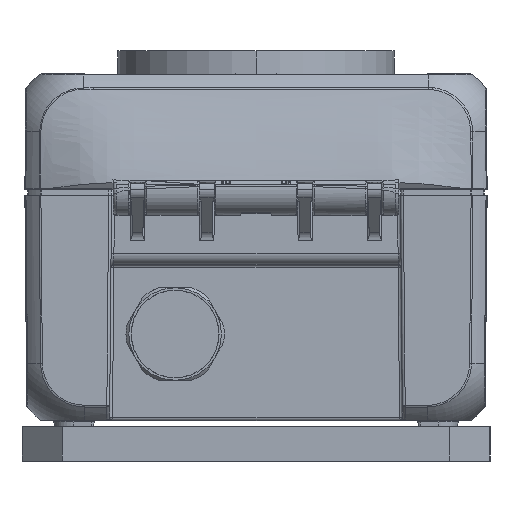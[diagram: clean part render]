
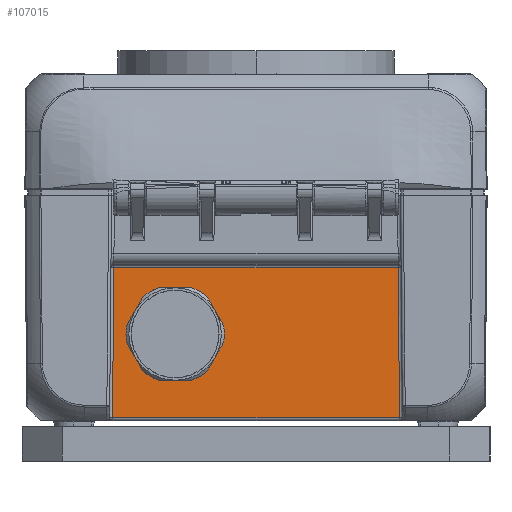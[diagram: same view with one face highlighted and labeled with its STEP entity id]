
A CAD part, left-side view. The second image highlights one B-rep face of the part: STEP entity #107015.
In plain terms, the highlighted planar face has unit normal (-1, 0, -0.009).
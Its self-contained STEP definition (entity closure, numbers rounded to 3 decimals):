
#29773=CARTESIAN_POINT('',(-60.282,20.,
-25.));
#29774=CARTESIAN_POINT('',(-60.283,20.,
-24.83));
#29775=CARTESIAN_POINT('',(-60.286,19.986,
-24.491));
#29776=CARTESIAN_POINT('',(-60.291,19.921,
-23.984));
#29777=CARTESIAN_POINT('',(-60.295,19.813,
-23.487));
#29778=CARTESIAN_POINT('',(-60.299,19.664,
-22.999));
#29779=CARTESIAN_POINT('',(-60.303,19.474,
-22.525));
#29780=CARTESIAN_POINT('',(-60.307,19.245,
-22.071));
#29781=CARTESIAN_POINT('',(-60.311,18.977,
-21.636));
#29782=CARTESIAN_POINT('',(-60.315,18.673,
-21.226));
#29783=CARTESIAN_POINT('',(-60.318,18.337,
-20.844));
#29784=CARTESIAN_POINT('',(-60.321,17.969,
-20.49));
#29785=CARTESIAN_POINT('',(-60.324,17.572,
-20.17));
#29786=CARTESIAN_POINT('',(-60.326,17.15,
-19.885));
#29787=CARTESIAN_POINT('',(-60.329,16.704,
-19.636));
#29788=CARTESIAN_POINT('',(-60.33,16.24,
-19.426));
#29789=CARTESIAN_POINT('',(-60.332,15.76,
-19.256));
#29790=CARTESIAN_POINT('',(-60.333,15.265,
-19.128));
#29791=CARTESIAN_POINT('',(-60.334,14.763,
-19.041));
#29792=CARTESIAN_POINT('',(-60.334,14.256,
-18.998));
#29793=CARTESIAN_POINT('',(-60.334,13.745,
-18.998));
#29794=CARTESIAN_POINT('',(-60.334,13.237,
-19.041));
#29795=CARTESIAN_POINT('',(-60.333,12.735,
-19.127));
#29796=CARTESIAN_POINT('',(-60.332,12.24,
-19.256));
#29797=CARTESIAN_POINT('',(-60.33,11.761,
-19.426));
#29798=CARTESIAN_POINT('',(-60.329,11.296,
-19.636));
#29799=CARTESIAN_POINT('',(-60.326,10.85,
-19.885));
#29800=CARTESIAN_POINT('',(-60.324,10.429,
-20.17));
#29801=CARTESIAN_POINT('',(-60.321,10.031,
-20.49));
#29802=CARTESIAN_POINT('',(-60.318,9.663,
-20.844));
#29803=CARTESIAN_POINT('',(-60.315,9.327,
-21.225));
#29804=CARTESIAN_POINT('',(-60.311,9.023,
-21.636));
#29805=CARTESIAN_POINT('',(-60.307,8.755,
-22.071));
#29806=CARTESIAN_POINT('',(-60.303,8.526,
-22.525));
#29807=CARTESIAN_POINT('',(-60.299,8.336,
-22.999));
#29808=CARTESIAN_POINT('',(-60.295,8.187,
-23.487));
#29809=CARTESIAN_POINT('',(-60.291,8.079,
-23.984));
#29810=CARTESIAN_POINT('',(-60.286,8.014,
-24.491));
#29811=CARTESIAN_POINT('',(-60.283,8.,
-24.83));
#29812=CARTESIAN_POINT('',(-60.282,8.,
-25.));
#29823=CARTESIAN_POINT('',(-60.282,8.,
-25.));
#29824=CARTESIAN_POINT('',(-60.28,8.,
-25.17));
#29825=CARTESIAN_POINT('',(-60.277,8.014,
-25.509));
#29826=CARTESIAN_POINT('',(-60.273,8.079,
-26.016));
#29827=CARTESIAN_POINT('',(-60.269,8.187,
-26.513));
#29828=CARTESIAN_POINT('',(-60.264,8.336,
-27.001));
#29829=CARTESIAN_POINT('',(-60.26,8.526,
-27.475));
#29830=CARTESIAN_POINT('',(-60.256,8.755,
-27.929));
#29831=CARTESIAN_POINT('',(-60.252,9.023,
-28.364));
#29832=CARTESIAN_POINT('',(-60.249,9.327,
-28.774));
#29833=CARTESIAN_POINT('',(-60.246,9.663,
-29.156));
#29834=CARTESIAN_POINT('',(-60.242,10.031,
-29.51));
#29835=CARTESIAN_POINT('',(-60.24,10.428,
-29.83));
#29836=CARTESIAN_POINT('',(-60.237,10.85,
-30.115));
#29837=CARTESIAN_POINT('',(-60.235,11.296,
-30.364));
#29838=CARTESIAN_POINT('',(-60.233,11.761,
-30.574));
#29839=CARTESIAN_POINT('',(-60.232,12.24,
-30.744));
#29840=CARTESIAN_POINT('',(-60.231,12.735,
-30.872));
#29841=CARTESIAN_POINT('',(-60.23,13.237,
-30.959));
#29842=CARTESIAN_POINT('',(-60.229,13.744,
-31.002));
#29843=CARTESIAN_POINT('',(-60.229,14.255,
-31.002));
#29844=CARTESIAN_POINT('',(-60.23,14.763,
-30.959));
#29845=CARTESIAN_POINT('',(-60.231,15.265,
-30.873));
#29846=CARTESIAN_POINT('',(-60.232,15.76,
-30.744));
#29847=CARTESIAN_POINT('',(-60.233,16.239,
-30.574));
#29848=CARTESIAN_POINT('',(-60.235,16.704,
-30.364));
#29849=CARTESIAN_POINT('',(-60.237,17.15,
-30.115));
#29850=CARTESIAN_POINT('',(-60.24,17.571,
-29.83));
#29851=CARTESIAN_POINT('',(-60.242,17.969,
-29.51));
#29852=CARTESIAN_POINT('',(-60.246,18.337,
-29.156));
#29853=CARTESIAN_POINT('',(-60.249,18.673,
-28.775));
#29854=CARTESIAN_POINT('',(-60.252,18.977,
-28.364));
#29855=CARTESIAN_POINT('',(-60.256,19.245,
-27.929));
#29856=CARTESIAN_POINT('',(-60.26,19.474,
-27.475));
#29857=CARTESIAN_POINT('',(-60.264,19.664,
-27.001));
#29858=CARTESIAN_POINT('',(-60.269,19.813,
-26.513));
#29859=CARTESIAN_POINT('',(-60.273,19.921,
-26.016));
#29860=CARTESIAN_POINT('',(-60.277,19.986,
-25.509));
#29861=CARTESIAN_POINT('',(-60.28,20.,
-25.17));
#29862=CARTESIAN_POINT('',(-60.282,20.,
-25.));
#29868=DIRECTION('',(0.009,-0.009,-1.));
#29869=VECTOR('',#29868,26.011);
#29870=CARTESIAN_POINT('',(-60.382,-24.609,
-13.496));
#29871=LINE('',#29870,#29869);
#29872=DIRECTION('',(-0.009,-0.009,1.));
#29873=VECTOR('',#29872,26.011);
#29874=CARTESIAN_POINT('',(-60.155,24.836,
-39.504));
#29875=LINE('',#29874,#29873);
#29876=DIRECTION('',(0.,1.,0.));
#29877=VECTOR('',#29876,49.218);
#29878=CARTESIAN_POINT('',(-60.382,-24.609,
-13.496));
#29879=LINE('',#29878,#29877);
#29919=CARTESIAN_POINT('',(-60.155,24.836,
-39.504));
#29958=DIRECTION('',(0.,-1.,0.));
#29959=VECTOR('',#29958,49.672);
#29960=CARTESIAN_POINT('',(-60.155,24.836,
-39.504));
#29961=LINE('',#29960,#29959);
#51805=CARTESIAN_POINT('',(-60.382,-24.609,
-13.496));
#51807=VERTEX_POINT('',#51805);
#51814=CARTESIAN_POINT('',(-60.155,-24.836,
-39.504));
#51815=VERTEX_POINT('',#51814);
#52439=VERTEX_POINT('',#29919);
#52445=CARTESIAN_POINT('',(-60.382,24.609,
-13.496));
#52446=VERTEX_POINT('',#52445);
#52453=VERTEX_POINT('',#29823);
#52454=VERTEX_POINT('',#29862);
#106997=CARTESIAN_POINT('',(-60.491,-25.,-1.));
#106998=DIRECTION('',(1.,0.,0.009));
#106999=DIRECTION('',(0.009,0.,-1.));
#107000=AXIS2_PLACEMENT_3D('',#106997,#106998,#106999);
#107001=PLANE('',#107000);
#107003=ORIENTED_EDGE('',*,*,#107002,.F.);
#107004=ORIENTED_EDGE('',*,*,#96557,.T.);
#107006=ORIENTED_EDGE('',*,*,#107005,.F.);
#107008=ORIENTED_EDGE('',*,*,#107007,.T.);
#107009=EDGE_LOOP('',(#107003,#107004,#107006,#107008));
#107010=FACE_OUTER_BOUND('',#107009,.F.);
#107011=ORIENTED_EDGE('',*,*,#106965,.F.);
#107012=ORIENTED_EDGE('',*,*,#106943,.F.);
#107013=EDGE_LOOP('',(#107011,#107012));
#107014=FACE_BOUND('',#107013,.F.);
#107015=ADVANCED_FACE('',(#107010,#107014),#107001,.F.);
#29813=B_SPLINE_CURVE_WITH_KNOTS('',3,(#29773,#29774,#29775,#29776,#29777,
#29778,#29779,#29780,#29781,#29782,#29783,#29784,#29785,#29786,#29787,#29788,
#29789,#29790,#29791,#29792,#29793,#29794,#29795,#29796,#29797,#29798,#29799,
#29800,#29801,#29802,#29803,#29804,#29805,#29806,#29807,#29808,#29809,#29810,
#29811,#29812),.UNSPECIFIED.,.F.,.F.,(4,1,1,1,1,1,1,1,1,1,1,1,1,1,1,1,1,1,1,1,1,
1,1,1,1,1,1,1,1,1,1,1,1,1,1,1,1,4),(0.,0.027,0.054,
0.081,0.108,0.135,0.162,
0.189,0.216,0.243,0.27,
0.297,0.324,0.351,0.378,
0.405,0.432,0.459,0.486,
0.514,0.541,0.568,0.595,
0.622,0.649,0.676,0.703,
0.73,0.757,0.784,0.811,
0.838,0.865,0.892,0.919,
0.946,0.973,1.),.UNSPECIFIED.);
#29863=B_SPLINE_CURVE_WITH_KNOTS('',3,(#29823,#29824,#29825,#29826,#29827,
#29828,#29829,#29830,#29831,#29832,#29833,#29834,#29835,#29836,#29837,#29838,
#29839,#29840,#29841,#29842,#29843,#29844,#29845,#29846,#29847,#29848,#29849,
#29850,#29851,#29852,#29853,#29854,#29855,#29856,#29857,#29858,#29859,#29860,
#29861,#29862),.UNSPECIFIED.,.F.,.F.,(4,1,1,1,1,1,1,1,1,1,1,1,1,1,1,1,1,1,1,1,1,
1,1,1,1,1,1,1,1,1,1,1,1,1,1,1,1,4),(0.,0.027,0.054,
0.081,0.108,0.135,0.162,
0.189,0.216,0.243,0.27,
0.297,0.324,0.351,0.378,
0.405,0.432,0.459,0.486,
0.514,0.541,0.568,0.595,
0.622,0.649,0.676,0.703,
0.73,0.757,0.784,0.811,
0.838,0.865,0.892,0.919,
0.946,0.973,1.),.UNSPECIFIED.);
#96557=EDGE_CURVE('',#51807,#51815,#29871,.T.);
#106943=EDGE_CURVE('',#52454,#52453,#29813,.T.);
#106965=EDGE_CURVE('',#52453,#52454,#29863,.T.);
#107002=EDGE_CURVE('',#51807,#52446,#29879,.T.);
#107005=EDGE_CURVE('',#52439,#51815,#29961,.T.);
#107007=EDGE_CURVE('',#52439,#52446,#29875,.T.);
